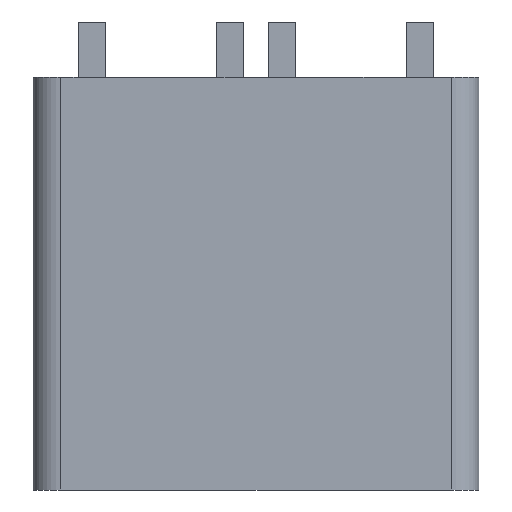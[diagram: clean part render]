
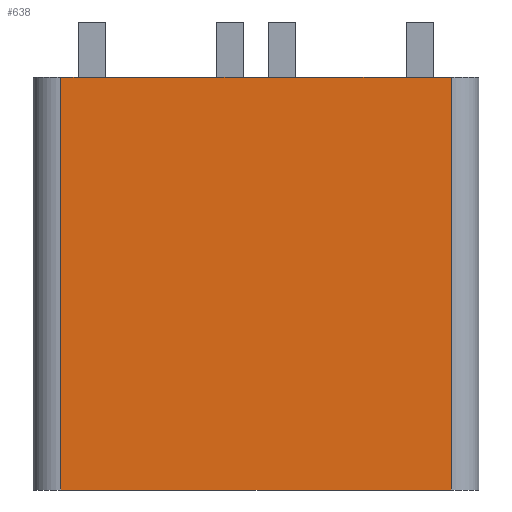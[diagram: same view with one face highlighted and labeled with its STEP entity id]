
A CAD part, front view. The second image highlights one B-rep face of the part: STEP entity #638.
In plain terms, the highlighted planar face has unit normal (0, -1, 0).
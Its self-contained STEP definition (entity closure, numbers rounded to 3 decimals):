
#78 = DIRECTION ( 'NONE',  ( 1., 0., 0. ) ) ;
#90 = VECTOR ( 'NONE', #78, 1000. ) ;
#91 = CARTESIAN_POINT ( 'NONE',  ( -4.05, -3.575, 3.75 ) ) ;
#94 = LINE ( 'NONE', #91, #90 ) ;
#176 = CARTESIAN_POINT ( 'NONE',  ( -3.23, -3.575, 3.75 ) ) ;
#177 = LINE ( 'NONE', #186, #178 ) ;
#178 = VECTOR ( 'NONE', #179, 1000. ) ;
#179 = DIRECTION ( 'NONE',  ( 1., 0., 0. ) ) ;
#186 = CARTESIAN_POINT ( 'NONE',  ( -4.05, -3.575, 3.75 ) ) ;
#187 = CARTESIAN_POINT ( 'NONE',  ( -2.73, -3.575, 3.75 ) ) ;
#345 = LINE ( 'NONE', #349, #372 ) ;
#349 = CARTESIAN_POINT ( 'NONE',  ( -4.05, -3.575, 3.75 ) ) ;
#372 = VECTOR ( 'NONE', #377, 1000. ) ;
#377 = DIRECTION ( 'NONE',  ( 1., 0., 0. ) ) ;
#380 = VERTEX_POINT ( 'NONE', #1031 ) ;
#389 = VERTEX_POINT ( 'NONE', #975 ) ;
#409 = VERTEX_POINT ( 'NONE', #1032 ) ;
#429 = VERTEX_POINT ( 'NONE', #974 ) ;
#444 = ORIENTED_EDGE ( 'NONE', *, *, #641, .T. ) ;
#460 = EDGE_CURVE ( 'NONE', #616, #409, #1002, .T. ) ;
#554 = VECTOR ( 'NONE', #591, 1000. ) ;
#555 = CARTESIAN_POINT ( 'NONE',  ( -4.05, -3.575, 3.75 ) ) ;
#556 = LINE ( 'NONE', #555, #554 ) ;
#579 = CARTESIAN_POINT ( 'NONE',  ( 0.22, -3.575, 3.75 ) ) ;
#591 = DIRECTION ( 'NONE',  ( 1., 0., 0. ) ) ;
#616 = VERTEX_POINT ( 'NONE', #993 ) ;
#619 = EDGE_CURVE ( 'NONE', #389, #380, #1067, .T. ) ;
#625 = ORIENTED_EDGE ( 'NONE', *, *, #460, .F. ) ;
#636 = EDGE_CURVE ( 'NONE', #380, #429, #924, .T. ) ;
#637 = ORIENTED_EDGE ( 'NONE', *, *, #691, .F. ) ;
#638 = ADVANCED_FACE ( 'NONE', ( #988 ), #925, .T. ) ;
#639 = ORIENTED_EDGE ( 'NONE', *, *, #936, .F. ) ;
#641 = EDGE_CURVE ( 'NONE', #429, #409, #1080, .T. ) ;
#646 = ORIENTED_EDGE ( 'NONE', *, *, #650, .F. ) ;
#648 = ORIENTED_EDGE ( 'NONE', *, *, #636, .T. ) ;
#650 = EDGE_CURVE ( 'NONE', #930, #616, #345, .T. ) ;
#653 = EDGE_LOOP ( 'NONE', ( #648, #444, #625, #646, #639, #658, #637, #656 ) ) ;
#656 = ORIENTED_EDGE ( 'NONE', *, *, #619, .T. ) ;
#658 = ORIENTED_EDGE ( 'NONE', *, *, #660, .F. ) ;
#660 = EDGE_CURVE ( 'NONE', #692, #693, #94, .T. ) ;
#691 = EDGE_CURVE ( 'NONE', #389, #692, #177, .T. ) ;
#692 = VERTEX_POINT ( 'NONE', #176 ) ;
#693 = VERTEX_POINT ( 'NONE', #187 ) ;
#910 = DIRECTION ( 'NONE',  ( 0., -1., 0. ) ) ;
#911 = CARTESIAN_POINT ( 'NONE',  ( -4.05, -3.575, -3.75 ) ) ;
#918 = DIRECTION ( 'NONE',  ( 0., 0., 1. ) ) ;
#923 = CARTESIAN_POINT ( 'NONE',  ( -4.05, -3.575, -3.75 ) ) ;
#924 = LINE ( 'NONE', #923, #928 ) ;
#925 = PLANE ( 'NONE',  #948 ) ;
#927 = DIRECTION ( 'NONE',  ( 1., 0., 0. ) ) ;
#928 = VECTOR ( 'NONE', #927, 1000. ) ;
#930 = VERTEX_POINT ( 'NONE', #579 ) ;
#936 = EDGE_CURVE ( 'NONE', #693, #930, #556, .T. ) ;
#948 = AXIS2_PLACEMENT_3D ( 'NONE', #911, #910, #1044 ) ;
#974 = CARTESIAN_POINT ( 'NONE',  ( 3.55, -3.575, -3.75 ) ) ;
#975 = CARTESIAN_POINT ( 'NONE',  ( -3.55, -3.575, 3.75 ) ) ;
#988 = FACE_OUTER_BOUND ( 'NONE', #653, .T. ) ;
#993 = CARTESIAN_POINT ( 'NONE',  ( 0.72, -3.575, 3.75 ) ) ;
#999 = DIRECTION ( 'NONE',  ( 1., 0., 0. ) ) ;
#1000 = VECTOR ( 'NONE', #999, 1000. ) ;
#1001 = CARTESIAN_POINT ( 'NONE',  ( -4.05, -3.575, 3.75 ) ) ;
#1002 = LINE ( 'NONE', #1001, #1000 ) ;
#1031 = CARTESIAN_POINT ( 'NONE',  ( -3.55, -3.575, -3.75 ) ) ;
#1032 = CARTESIAN_POINT ( 'NONE',  ( 3.55, -3.575, 3.75 ) ) ;
#1044 = DIRECTION ( 'NONE',  ( 0., 0., -1. ) ) ;
#1065 = DIRECTION ( 'NONE',  ( 0., 0., -1. ) ) ;
#1067 = LINE ( 'NONE', #1082, #1097 ) ;
#1078 = VECTOR ( 'NONE', #918, 1000. ) ;
#1079 = CARTESIAN_POINT ( 'NONE',  ( 3.55, -3.575, 3.75 ) ) ;
#1080 = LINE ( 'NONE', #1079, #1078 ) ;
#1082 = CARTESIAN_POINT ( 'NONE',  ( -3.55, -3.575, -3.75 ) ) ;
#1097 = VECTOR ( 'NONE', #1065, 1000. ) ;
